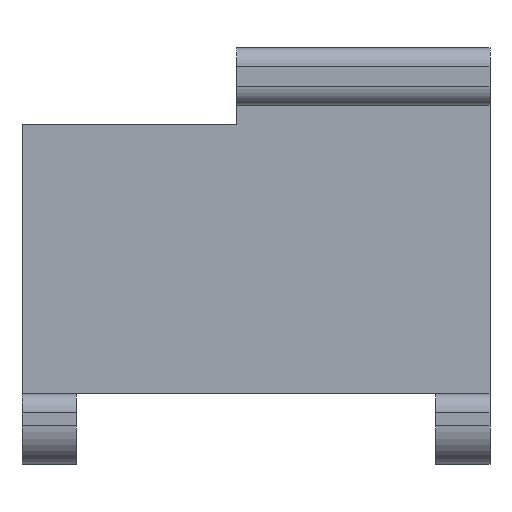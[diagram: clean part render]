
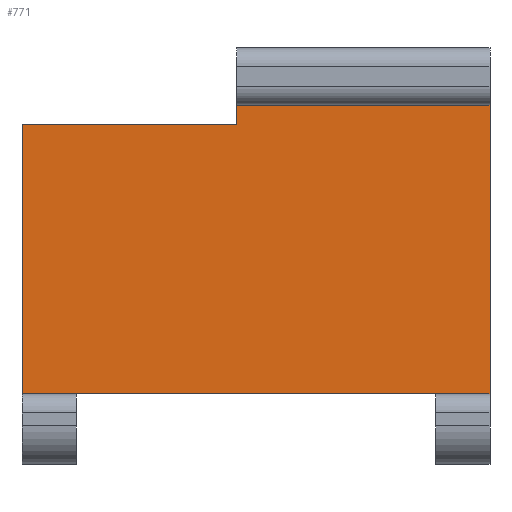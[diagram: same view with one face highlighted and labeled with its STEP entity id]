
A CAD part, top view. The second image highlights one B-rep face of the part: STEP entity #771.
In plain terms, the highlighted planar face has unit normal (0, 0, 1).
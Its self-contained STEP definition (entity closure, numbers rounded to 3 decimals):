
#36=PLANE('',#835);
#66=FACE_OUTER_BOUND('',#105,.T.);
#105=EDGE_LOOP('',(#598,#599,#600,#601,#602,#603,#604,#605));
#148=LINE('',#1141,#238);
#160=LINE('',#1165,#250);
#173=LINE('',#1199,#263);
#184=LINE('',#1225,#274);
#185=LINE('',#1227,#275);
#186=LINE('',#1229,#276);
#187=LINE('',#1231,#277);
#188=LINE('',#1232,#278);
#238=VECTOR('',#901,10.);
#250=VECTOR('',#917,10.);
#263=VECTOR('',#942,10.);
#274=VECTOR('',#963,10.);
#275=VECTOR('',#966,10.);
#276=VECTOR('',#967,10.);
#277=VECTOR('',#968,10.);
#278=VECTOR('',#969,10.);
#350=VERTEX_POINT('',#1137);
#352=VERTEX_POINT('',#1140);
#362=VERTEX_POINT('',#1164);
#377=VERTEX_POINT('',#1197);
#379=VERTEX_POINT('',#1205);
#387=VERTEX_POINT('',#1223);
#388=VERTEX_POINT('',#1228);
#389=VERTEX_POINT('',#1230);
#427=EDGE_CURVE('',#352,#350,#148,.T.);
#439=EDGE_CURVE('',#362,#352,#160,.T.);
#457=EDGE_CURVE('',#350,#377,#173,.F.);
#470=EDGE_CURVE('',#379,#387,#184,.T.);
#471=EDGE_CURVE('',#379,#377,#185,.T.);
#472=EDGE_CURVE('',#388,#387,#186,.T.);
#473=EDGE_CURVE('',#388,#389,#187,.T.);
#474=EDGE_CURVE('',#389,#362,#188,.T.);
#598=ORIENTED_EDGE('',*,*,#427,.T.);
#599=ORIENTED_EDGE('',*,*,#457,.T.);
#600=ORIENTED_EDGE('',*,*,#471,.F.);
#601=ORIENTED_EDGE('',*,*,#470,.T.);
#602=ORIENTED_EDGE('',*,*,#472,.F.);
#603=ORIENTED_EDGE('',*,*,#473,.T.);
#604=ORIENTED_EDGE('',*,*,#474,.T.);
#605=ORIENTED_EDGE('',*,*,#439,.T.);
#771=ADVANCED_FACE('',(#66),#36,.F.);
#835=AXIS2_PLACEMENT_3D('',#1226,#964,#965);
#901=DIRECTION('',(-1.,0.,0.));
#917=DIRECTION('',(0.,-1.,0.));
#942=DIRECTION('',(0.,1.,0.));
#963=DIRECTION('',(1.,0.,0.));
#964=DIRECTION('center_axis',(0.,0.,-1.));
#965=DIRECTION('ref_axis',(-1.,0.,0.));
#966=DIRECTION('',(-1.,0.,0.));
#967=DIRECTION('',(-1.,0.,0.));
#968=DIRECTION('',(0.,1.,0.));
#969=DIRECTION('',(-1.,0.,0.));
#1137=CARTESIAN_POINT('',(0.5,51.,5.));
#1140=CARTESIAN_POINT('',(34.,51.,5.));
#1141=CARTESIAN_POINT('',(27.,51.,5.));
#1164=CARTESIAN_POINT('',(34.,54.,5.));
#1165=CARTESIAN_POINT('',(34.,42.75,5.));
#1197=CARTESIAN_POINT('',(0.5,9.,5.));
#1199=CARTESIAN_POINT('',(0.5,31.,5.));
#1205=CARTESIAN_POINT('',(9.,9.,5.));
#1223=CARTESIAN_POINT('',(65.,9.,5.));
#1225=CARTESIAN_POINT('',(18.5,9.,5.));
#1226=CARTESIAN_POINT('Origin',(37.,31.5,5.));
#1227=CARTESIAN_POINT('',(18.5,9.,5.));
#1228=CARTESIAN_POINT('',(73.5,9.,5.));
#1229=CARTESIAN_POINT('',(18.5,9.,5.));
#1230=CARTESIAN_POINT('',(73.5,54.,5.));
#1231=CARTESIAN_POINT('',(73.5,17.5,5.));
#1232=CARTESIAN_POINT('',(55.5,54.,5.));
